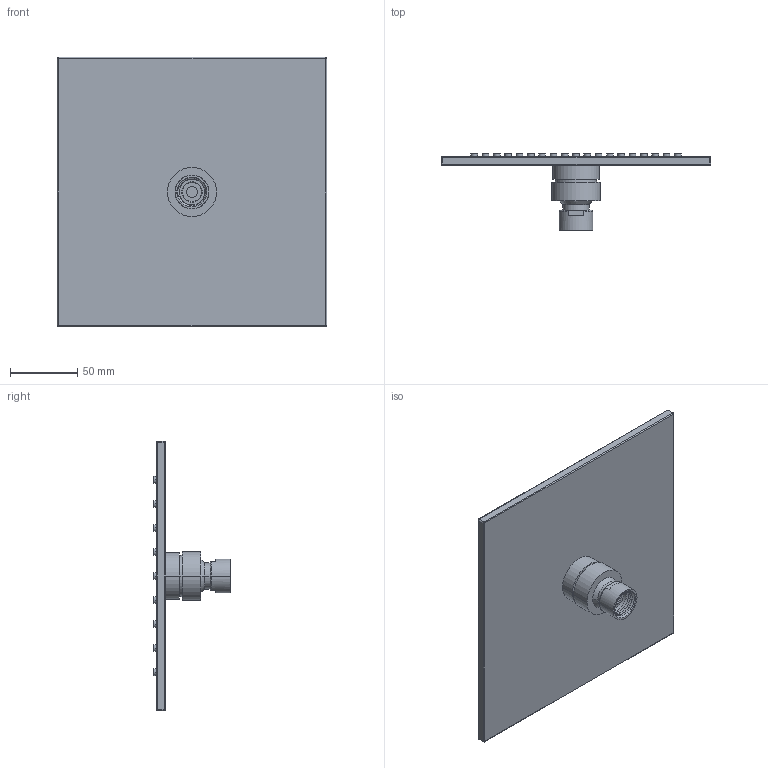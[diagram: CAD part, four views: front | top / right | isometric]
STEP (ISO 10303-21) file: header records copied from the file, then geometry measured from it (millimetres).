
FILE_DESCRIPTION((''),'2;1');
FILE_NAME('02-093155','2018-07-30T',('MQ'),(''),'PRO/ENGINEER BY PARAMETRIC TECHNOLOGY CORPORATION, 2012130','PRO/ENGINEER BY PARAMETRIC TECHNOLOGY CORPORATION, 2012130','');
FILE_SCHEMA(('CONFIG_CONTROL_DESIGN'));
Length unit declared in the file: millimetre
Products named in the file (1): 02-093155
Bounding box: 200 x 56.84 x 200 mm (x, y, z)
Volume: 291566.9 mm3; surface area: 95635.2 mm2
Topology: 1 solids, 1 shells, 585 faces, 1192 edges, 787 vertices
Faces by surface type: cylinder 376, plane 189, bspline 14, cone 4, torus 2
Entity records: 16678 total; most frequent: CARTESIAN_POINT 3596, DIRECTION 3062, ORIENTED_EDGE 2384, AXIS2_PLACEMENT_3D 1329, EDGE_CURVE 1192, VERTEX_POINT 787, EDGE_LOOP 763, CIRCLE 758
